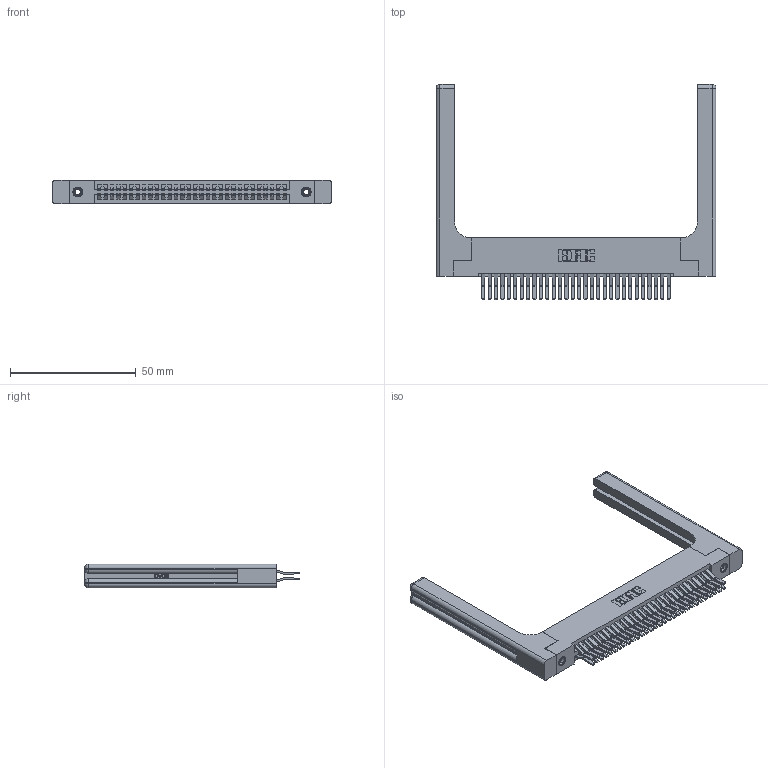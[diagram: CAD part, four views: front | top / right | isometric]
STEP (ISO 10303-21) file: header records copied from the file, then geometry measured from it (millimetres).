
FILE_DESCRIPTION (( 'STEP AP203' ), '1' );
FILE_NAME ('395-060-560-258.STEP', '2019-10-23T15:11:51', ( '' ), ( '' ), 'SwSTEP 2.0', 'SolidWorks 2016', '' );
FILE_SCHEMA (( 'CONFIG_CONTROL_DESIGN' ));
Length unit declared in the file: inch
Products named in the file (5): 395-060-560-258; 345 Part_Flush Mounting Lugs - 0.156 Dia-TH; 345-292-001_560 Tail; 345-250-001_345-250-001-102; 345-220-058_345-220-058
Assembly tree (65 placements, depth 2):
  395-060-560-258
    345 Part_Flush Mounting Lugs - 0.156 Dia-TH
    345-292-001_560 Tail  x60
    345-250-001_345-250-001-102  x2
    345-220-058_345-220-058  x2
Bounding box: 111.23 x 85.41 x 9.4 mm (x, y, z)
Volume: 19561.7 mm3; surface area: 22225.7 mm2
Topology: 65 solids, 65 shells, 3502 faces, 10307 edges, 6770 vertices
Faces by surface type: plane 2208, cylinder 1234, bspline 36, cone 12, sphere 8, torus 4
Entity records: 30424 total; most frequent: CARTESIAN_POINT 6105, ORIENTED_EDGE 4836, DIRECTION 4334, EDGE_CURVE 2418, LINE 2070, VECTOR 2070, VERTEX_POINT 1602, AXIS2_PLACEMENT_3D 1132
